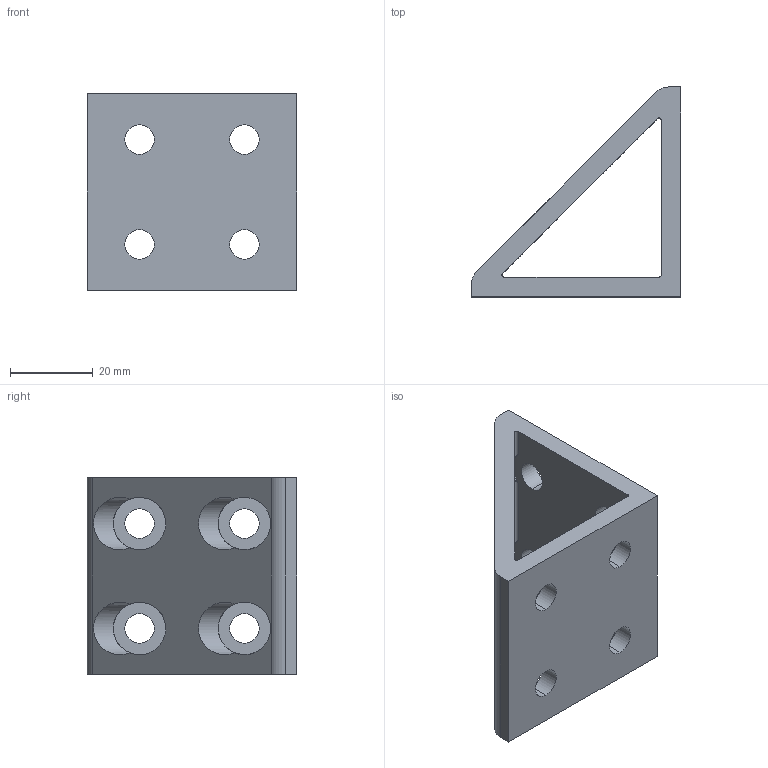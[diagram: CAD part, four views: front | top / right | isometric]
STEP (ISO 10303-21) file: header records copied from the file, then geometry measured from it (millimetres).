
FILE_DESCRIPTION (( 'STEP AP203' ), '1' );
FILE_NAME ('151066.step', '2021-06-03T16:13:45', ( '' ), ( '' ), 'SwSTEP 2.0', 'SolidWorks 2021', '' );
FILE_SCHEMA (( 'CONFIG_CONTROL_DESIGN' ));
Length unit declared in the file: inch
Products named in the file (1): 151066
Bounding box: 50.8 x 50.8 x 47.62 mm (x, y, z)
Volume: 30023.7 mm3; surface area: 15657.3 mm2
Topology: 1 solids, 1 shells, 71 faces, 195 edges, 122 vertices
Faces by surface type: cylinder 61, plane 10
Entity records: 2656 total; most frequent: CARTESIAN_POINT 911, ORIENTED_EDGE 390, DIRECTION 309, EDGE_CURVE 195, VERTEX_POINT 122, AXIS2_PLACEMENT_3D 118, EDGE_LOOP 93, VECTOR 73
